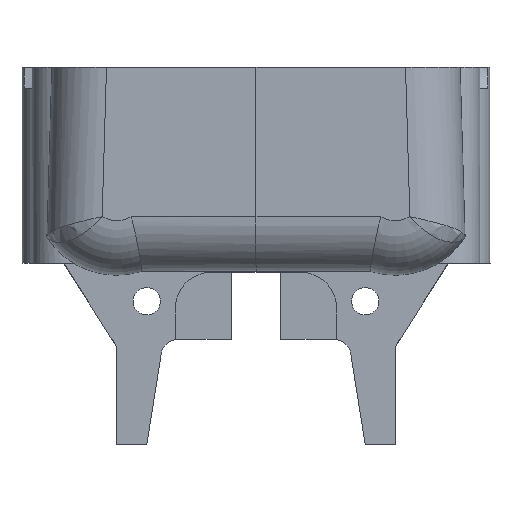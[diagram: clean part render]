
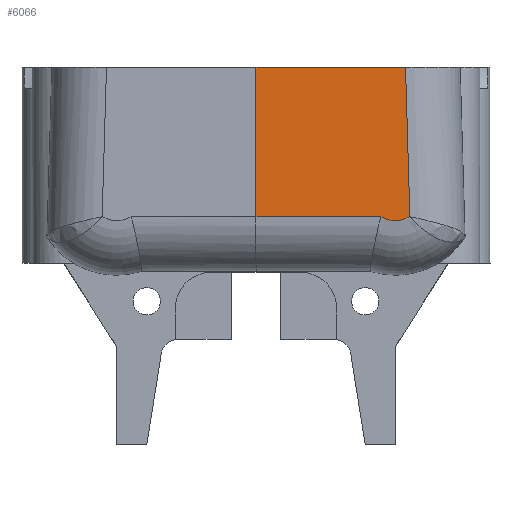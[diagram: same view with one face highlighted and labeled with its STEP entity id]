
A CAD part, left-side view. The second image highlights one B-rep face of the part: STEP entity #6066.
In plain terms, the highlighted planar face has unit normal (-1, 0, 0).
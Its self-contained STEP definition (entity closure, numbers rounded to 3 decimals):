
#258 = SURFACE_OF_REVOLUTION('',#259,#272);
#259 = B_SPLINE_CURVE_WITH_KNOTS('',6,(#260,#261,#262,#263,#264,#265,
    #266,#267,#268,#269,#270,#271),.UNSPECIFIED.,.F.,.F.,(7,5,7),(0.,
    0.785,1.571),.UNSPECIFIED.);
#260 = CARTESIAN_POINT('',(-23.,-19.145,-4.61));
#261 = CARTESIAN_POINT('',(-23.654,-19.145,-4.61));
#262 = CARTESIAN_POINT('',(-24.309,-19.058,
    -4.555));
#263 = CARTESIAN_POINT('',(-24.943,-18.885,
    -4.444));
#264 = CARTESIAN_POINT('',(-25.537,-18.629,
    -4.282));
#265 = CARTESIAN_POINT('',(-26.073,-18.3,
    -4.072));
#266 = CARTESIAN_POINT('',(-26.998,-17.519,
    -3.575));
#267 = CARTESIAN_POINT('',(-27.388,-17.067,
    -3.288));
#268 = CARTESIAN_POINT('',(-27.692,-16.566,
    -2.969));
#269 = CARTESIAN_POINT('',(-27.897,-16.031,
    -2.628));
#270 = CARTESIAN_POINT('',(-28.,-15.479,-2.277));
#271 = CARTESIAN_POINT('',(-28.,-14.927,-1.926));
#272 = AXIS1_PLACEMENT('',#273,#274);
#273 = CARTESIAN_POINT('',(-23.,-12.757,-0.545));
#274 = DIRECTION('',(-1.,0.,0.));
#911 = PLANE('',#912);
#912 = AXIS2_PLACEMENT_3D('',#913,#914,#915);
#913 = CARTESIAN_POINT('',(0.,0.,10.95)
  );
#914 = DIRECTION('',(0.,0.,1.));
#915 = DIRECTION('',(0.,1.,0.));
#1940 = CYLINDRICAL_SURFACE('',#1941,5.);
#1941 = AXIS2_PLACEMENT_3D('',#1942,#1943,#1944);
#1942 = CARTESIAN_POINT('',(-23.,-13.002,34.856));
#1943 = DIRECTION('',(0.,-0.029,-1.));
#1944 = DIRECTION('',(0.,-1.,0.029));
#1956 = VERTEX_POINT('',#1957);
#1957 = CARTESIAN_POINT('',(-28.,-14.089,-2.745));
#2563 = VERTEX_POINT('',#2564);
#2564 = CARTESIAN_POINT('',(-28.,-11.434,-2.75));
#2608 = CYLINDRICAL_SURFACE('',#2609,5.);
#2609 = AXIS2_PLACEMENT_3D('',#2610,#2611,#2612);
#2610 = CARTESIAN_POINT('',(-23.,0.,-2.75));
#2611 = DIRECTION('',(0.,-1.,0.));
#2612 = DIRECTION('',(-1.,0.,0.));
#2649 = EDGE_CURVE('',#1956,#2563,#2650,.T.);
#2650 = SURFACE_CURVE('',#2651,(#2656,#2663),.PCURVE_S1.);
#2651 = CIRCLE('',#2652,2.571);
#2652 = AXIS2_PLACEMENT_3D('',#2653,#2654,#2655);
#2653 = CARTESIAN_POINT('',(-28.,-12.757,-0.545));
#2654 = DIRECTION('',(1.,0.,0.));
#2655 = DIRECTION('',(0.,-0.844,
    -0.537));
#2656 = PCURVE('',#258,#2657);
#2657 = DEFINITIONAL_REPRESENTATION('',(#2658),#2662);
#2658 = LINE('',#2659,#2660);
#2659 = CARTESIAN_POINT('',(-0.,1.571));
#2660 = VECTOR('',#2661,1.);
#2661 = DIRECTION('',(-1.,0.));
#2662 = ( GEOMETRIC_REPRESENTATION_CONTEXT(2) 
PARAMETRIC_REPRESENTATION_CONTEXT() REPRESENTATION_CONTEXT('2D SPACE',''
  ) );
#2663 = PCURVE('',#2664,#2669);
#2664 = PLANE('',#2665);
#2665 = AXIS2_PLACEMENT_3D('',#2666,#2667,#2668);
#2666 = CARTESIAN_POINT('',(-28.,-9.161,7.408));
#2667 = DIRECTION('',(1.,0.,0.));
#2668 = DIRECTION('',(0.,0.,-1.));
#2669 = DEFINITIONAL_REPRESENTATION('',(#2670),#2674);
#2670 = CIRCLE('',#2671,2.571);
#2671 = AXIS2_PLACEMENT_2D('',#2672,#2673);
#2672 = CARTESIAN_POINT('',(7.953,-3.596));
#2673 = DIRECTION('',(0.537,-0.844));
#2674 = ( GEOMETRIC_REPRESENTATION_CONTEXT(2) 
PARAMETRIC_REPRESENTATION_CONTEXT() REPRESENTATION_CONTEXT('2D SPACE',''
  ) );
#3438 = VERTEX_POINT('',#3439);
#3439 = CARTESIAN_POINT('',(-28.,-13.693,10.95));
#3466 = EDGE_CURVE('',#3467,#3438,#3469,.T.);
#3467 = VERTEX_POINT('',#3468);
#3468 = CARTESIAN_POINT('',(-28.,0.,10.95));
#3469 = SURFACE_CURVE('',#3470,(#3474,#3481),.PCURVE_S1.);
#3470 = LINE('',#3471,#3472);
#3471 = CARTESIAN_POINT('',(-28.,-4.58,10.95));
#3472 = VECTOR('',#3473,1.);
#3473 = DIRECTION('',(0.,-1.,0.));
#3474 = PCURVE('',#911,#3475);
#3475 = DEFINITIONAL_REPRESENTATION('',(#3476),#3480);
#3476 = LINE('',#3477,#3478);
#3477 = CARTESIAN_POINT('',(-4.58,28.));
#3478 = VECTOR('',#3479,1.);
#3479 = DIRECTION('',(-1.,0.));
#3480 = ( GEOMETRIC_REPRESENTATION_CONTEXT(2) 
PARAMETRIC_REPRESENTATION_CONTEXT() REPRESENTATION_CONTEXT('2D SPACE',''
  ) );
#3481 = PCURVE('',#2664,#3482);
#3482 = DEFINITIONAL_REPRESENTATION('',(#3483),#3487);
#3483 = LINE('',#3484,#3485);
#3484 = CARTESIAN_POINT('',(-3.542,4.58));
#3485 = VECTOR('',#3486,1.);
#3486 = DIRECTION('',(0.,-1.));
#3487 = ( GEOMETRIC_REPRESENTATION_CONTEXT(2) 
PARAMETRIC_REPRESENTATION_CONTEXT() REPRESENTATION_CONTEXT('2D SPACE',''
  ) );
#3505 = PLANE('',#3506);
#3506 = AXIS2_PLACEMENT_3D('',#3507,#3508,#3509);
#3507 = CARTESIAN_POINT('',(-28.,9.161,7.408));
#3508 = DIRECTION('',(1.,0.,0.));
#3509 = DIRECTION('',(0.,0.,1.));
#5976 = EDGE_CURVE('',#3438,#1956,#5977,.T.);
#5977 = SURFACE_CURVE('',#5978,(#5982,#5989),.PCURVE_S1.);
#5978 = LINE('',#5979,#5980);
#5979 = CARTESIAN_POINT('',(-28.,-13.002,34.856));
#5980 = VECTOR('',#5981,1.);
#5981 = DIRECTION('',(0.,-0.029,-1.));
#5982 = PCURVE('',#1940,#5983);
#5983 = DEFINITIONAL_REPRESENTATION('',(#5984),#5988);
#5984 = LINE('',#5985,#5986);
#5985 = CARTESIAN_POINT('',(1.571,0.));
#5986 = VECTOR('',#5987,1.);
#5987 = DIRECTION('',(0.,1.));
#5988 = ( GEOMETRIC_REPRESENTATION_CONTEXT(2) 
PARAMETRIC_REPRESENTATION_CONTEXT() REPRESENTATION_CONTEXT('2D SPACE',''
  ) );
#5989 = PCURVE('',#2664,#5990);
#5990 = DEFINITIONAL_REPRESENTATION('',(#5991),#5995);
#5991 = LINE('',#5992,#5993);
#5992 = CARTESIAN_POINT('',(-27.448,-3.841));
#5993 = VECTOR('',#5994,1.);
#5994 = DIRECTION('',(1.,-0.029));
#5995 = ( GEOMETRIC_REPRESENTATION_CONTEXT(2) 
PARAMETRIC_REPRESENTATION_CONTEXT() REPRESENTATION_CONTEXT('2D SPACE',''
  ) );
#6066 = ADVANCED_FACE('',(#6067),#2664,.F.);
#6067 = FACE_BOUND('',#6068,.T.);
#6068 = EDGE_LOOP('',(#6069,#6070,#6071,#6094,#6115));
#6069 = ORIENTED_EDGE('',*,*,#5976,.F.);
#6070 = ORIENTED_EDGE('',*,*,#3466,.F.);
#6071 = ORIENTED_EDGE('',*,*,#6072,.F.);
#6072 = EDGE_CURVE('',#6073,#3467,#6075,.T.);
#6073 = VERTEX_POINT('',#6074);
#6074 = CARTESIAN_POINT('',(-28.,0.,-2.75));
#6075 = SURFACE_CURVE('',#6076,(#6080,#6087),.PCURVE_S1.);
#6076 = LINE('',#6077,#6078);
#6077 = CARTESIAN_POINT('',(-28.,0.,-14.));
#6078 = VECTOR('',#6079,1.);
#6079 = DIRECTION('',(0.,0.,1.));
#6080 = PCURVE('',#2664,#6081);
#6081 = DEFINITIONAL_REPRESENTATION('',(#6082),#6086);
#6082 = LINE('',#6083,#6084);
#6083 = CARTESIAN_POINT('',(21.408,9.161));
#6084 = VECTOR('',#6085,1.);
#6085 = DIRECTION('',(-1.,0.));
#6086 = ( GEOMETRIC_REPRESENTATION_CONTEXT(2) 
PARAMETRIC_REPRESENTATION_CONTEXT() REPRESENTATION_CONTEXT('2D SPACE',''
  ) );
#6087 = PCURVE('',#3505,#6088);
#6088 = DEFINITIONAL_REPRESENTATION('',(#6089),#6093);
#6089 = LINE('',#6090,#6091);
#6090 = CARTESIAN_POINT('',(-21.408,9.161));
#6091 = VECTOR('',#6092,1.);
#6092 = DIRECTION('',(1.,0.));
#6093 = ( GEOMETRIC_REPRESENTATION_CONTEXT(2) 
PARAMETRIC_REPRESENTATION_CONTEXT() REPRESENTATION_CONTEXT('2D SPACE',''
  ) );
#6094 = ORIENTED_EDGE('',*,*,#6095,.T.);
#6095 = EDGE_CURVE('',#6073,#2563,#6096,.T.);
#6096 = SURFACE_CURVE('',#6097,(#6101,#6108),.PCURVE_S1.);
#6097 = LINE('',#6098,#6099);
#6098 = CARTESIAN_POINT('',(-28.,0.,-2.75));
#6099 = VECTOR('',#6100,1.);
#6100 = DIRECTION('',(0.,-1.,0.));
#6101 = PCURVE('',#2664,#6102);
#6102 = DEFINITIONAL_REPRESENTATION('',(#6103),#6107);
#6103 = LINE('',#6104,#6105);
#6104 = CARTESIAN_POINT('',(10.158,9.161));
#6105 = VECTOR('',#6106,1.);
#6106 = DIRECTION('',(0.,-1.));
#6107 = ( GEOMETRIC_REPRESENTATION_CONTEXT(2) 
PARAMETRIC_REPRESENTATION_CONTEXT() REPRESENTATION_CONTEXT('2D SPACE',''
  ) );
#6108 = PCURVE('',#2608,#6109);
#6109 = DEFINITIONAL_REPRESENTATION('',(#6110),#6114);
#6110 = LINE('',#6111,#6112);
#6111 = CARTESIAN_POINT('',(0.,0.));
#6112 = VECTOR('',#6113,1.);
#6113 = DIRECTION('',(0.,1.));
#6114 = ( GEOMETRIC_REPRESENTATION_CONTEXT(2) 
PARAMETRIC_REPRESENTATION_CONTEXT() REPRESENTATION_CONTEXT('2D SPACE',''
  ) );
#6115 = ORIENTED_EDGE('',*,*,#2649,.F.);
